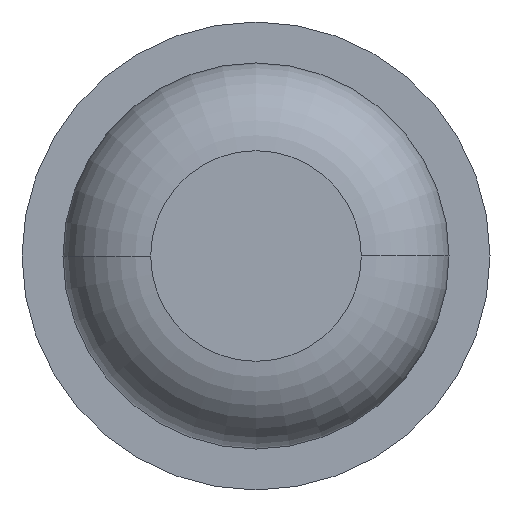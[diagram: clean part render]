
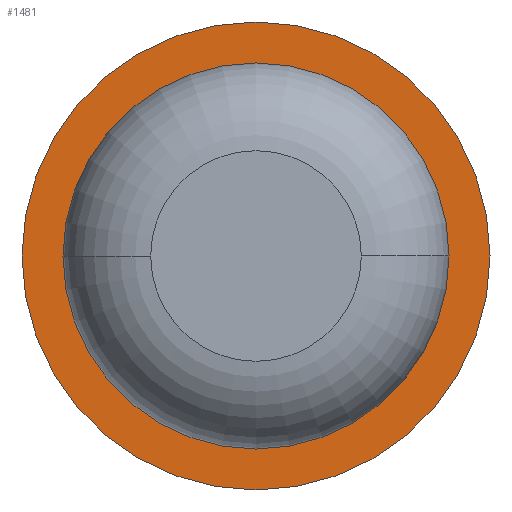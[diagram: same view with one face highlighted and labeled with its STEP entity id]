
A CAD part, front view. The second image highlights one B-rep face of the part: STEP entity #1481.
In plain terms, the highlighted planar face has unit normal (0, -1, 0).
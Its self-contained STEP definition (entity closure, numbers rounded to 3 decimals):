
#210 = AXIS2_PLACEMENT_3D ( 'NONE', #457, #1726, #2084 ) ;
#382 = ORIENTED_EDGE ( 'NONE', *, *, #5056, .T. ) ;
#433 = CIRCLE ( 'NONE', #3226, 1. ) ;
#457 = CARTESIAN_POINT ( 'NONE',  ( 0.825, -6., 0. ) ) ;
#717 = EDGE_CURVE ( 'Defeature ausgef�hrt3_6+Defeature ausgef�hrt3_5+Defeature ausgef�hrt3_5+Defeature ausgef�hrt3_5', #3307, #3678, #433, .T. ) ;
#859 = CARTESIAN_POINT ( 'NONE',  ( 1., -6., 0. ) ) ;
#1154 = CARTESIAN_POINT ( 'NONE',  ( -0.825, -6., 0. ) ) ;
#1404 = DIRECTION ( 'NONE',  ( 0., 1., 0. ) ) ;
#1481 = ADVANCED_FACE ( 'Defeature ausgef�hrt3_5', ( #3241, #2149 ), #3752, .F. ) ;
#1507 = CARTESIAN_POINT ( 'NONE',  ( 0., -6., 0. ) ) ;
#1726 = DIRECTION ( 'NONE',  ( 0., 1., 0. ) ) ;
#1787 = DIRECTION ( 'NONE',  ( 0., 1., 0. ) ) ;
#1829 = CARTESIAN_POINT ( 'NONE',  ( 0., -6., 0. ) ) ;
#1876 = VERTEX_POINT ( 'NONE', #1154 ) ;
#1920 = DIRECTION ( 'NONE',  ( 0., 1., 0. ) ) ;
#2084 = DIRECTION ( 'NONE',  ( -1., 0., 0. ) ) ;
#2149 = FACE_BOUND ( 'NONE', #4429, .T. ) ;
#2184 = DIRECTION ( 'NONE',  ( -1., 0., 0. ) ) ;
#2238 = AXIS2_PLACEMENT_3D ( 'NONE', #1829, #1404, #3814 ) ;
#2460 = CIRCLE ( 'NONE', #3843, 1. ) ;
#2702 = DIRECTION ( 'NONE',  ( -1., 0., 0. ) ) ;
#2881 = CARTESIAN_POINT ( 'NONE',  ( 0.825, -6., 0. ) ) ;
#3120 = CARTESIAN_POINT ( 'NONE',  ( -1., -6., 0. ) ) ;
#3176 = EDGE_CURVE ( 'Defeature ausgef�hrt3_5+Defeature ausgef�hrt3_0+Defeature ausgef�hrt3_0+Defeature ausgef�hrt3_0', #1876, #4399, #4426, .T. ) ;
#3226 = AXIS2_PLACEMENT_3D ( 'NONE', #1507, #1920, #2702 ) ;
#3232 = EDGE_CURVE ( 'Defeature ausgef�hrt3_6+Defeature ausgef�hrt3_5+Defeature ausgef�hrt3_5+Defeature ausgef�hrt3_5', #3678, #3307, #2460, .T. ) ;
#3241 = FACE_OUTER_BOUND ( 'NONE', #3590, .T. ) ;
#3307 = VERTEX_POINT ( 'NONE', #3120 ) ;
#3318 = AXIS2_PLACEMENT_3D ( 'NONE', #4212, #1787, #2184 ) ;
#3412 = ORIENTED_EDGE ( 'NONE', *, *, #717, .F. ) ;
#3451 = CIRCLE ( 'NONE', #2238, 0.825 ) ;
#3590 = EDGE_LOOP ( 'NONE', ( #3412, #4615 ) ) ;
#3678 = VERTEX_POINT ( 'NONE', #859 ) ;
#3752 = PLANE ( 'NONE',  #210 ) ;
#3814 = DIRECTION ( 'NONE',  ( -1., 0., 0. ) ) ;
#3843 = AXIS2_PLACEMENT_3D ( 'NONE', #4296, #4708, #4319 ) ;
#3995 = ORIENTED_EDGE ( 'NONE', *, *, #3176, .T. ) ;
#4212 = CARTESIAN_POINT ( 'NONE',  ( 0., -6., 0. ) ) ;
#4296 = CARTESIAN_POINT ( 'NONE',  ( 0., -6., 0. ) ) ;
#4319 = DIRECTION ( 'NONE',  ( -1., 0., 0. ) ) ;
#4399 = VERTEX_POINT ( 'NONE', #2881 ) ;
#4426 = CIRCLE ( 'NONE', #3318, 0.825 ) ;
#4429 = EDGE_LOOP ( 'NONE', ( #3995, #382 ) ) ;
#4615 = ORIENTED_EDGE ( 'NONE', *, *, #3232, .F. ) ;
#4708 = DIRECTION ( 'NONE',  ( 0., 1., 0. ) ) ;
#5056 = EDGE_CURVE ( 'Defeature ausgef�hrt3_5+Defeature ausgef�hrt3_0+Defeature ausgef�hrt3_0+Defeature ausgef�hrt3_0', #4399, #1876, #3451, .T. ) ;
